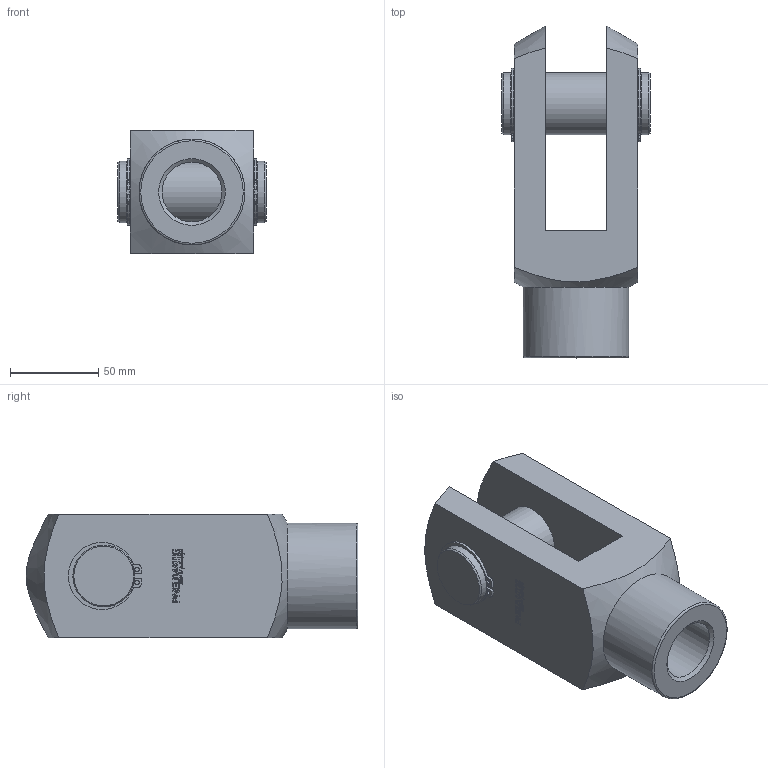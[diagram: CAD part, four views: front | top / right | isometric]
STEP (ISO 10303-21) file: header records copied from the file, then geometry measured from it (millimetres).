
FILE_DESCRIPTION(/* description */ (''),/* implementation_level */ '2;1');
FILE_NAME(/* name */ 'C-E-RC-200.stp',/* time_stamp */ '2017-02-01T10:09:13+01:00',/* author */ (''),/* organization */ (''),/* preprocessor_version */ 'ST-DEVELOPER v15.2',/* originating_system */ 'Autodesk Translator Framework v2.0.0.5431',/* authorisation */ '');
FILE_SCHEMA (('AUTOMOTIVE_DESIGN { 1 0 10303 214 3 1 1 }'));
Length unit declared in the file: centimetre
Products named in the file (1): (Unsaved)
Bounding box: 84 x 187.99 x 70 mm (x, y, z)
Volume: 507919.1 mm3; surface area: 72734.5 mm2
Topology: 1 solids, 1 shells, 866 faces, 2417 edges, 1582 vertices
Faces by surface type: bspline 641, plane 191, cylinder 27, cone 6, torus 1
Full cylindrical faces by diameter (mm): 2.5 x4, 33.4 x2, 33.835 x1, 35 x5, 60 x1
Entity records: 33354 total; most frequent: CARTESIAN_POINT 15651, ORIENTED_EDGE 4826, EDGE_CURVE 2393, DIRECTION 1605, VERTEX_POINT 1576, B_SPLINE_CURVE_WITH_KNOTS 1290, LINE 1029, VECTOR 1029
